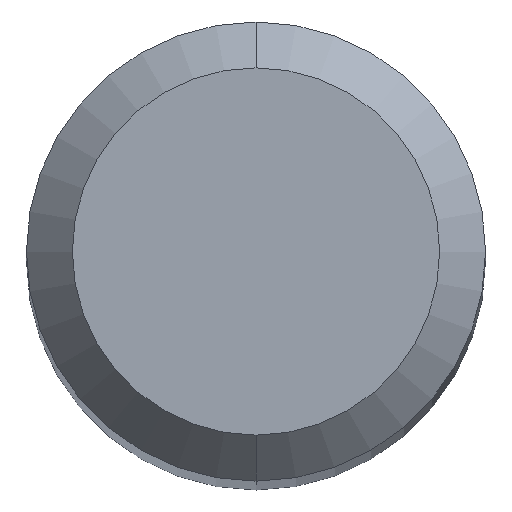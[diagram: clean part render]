
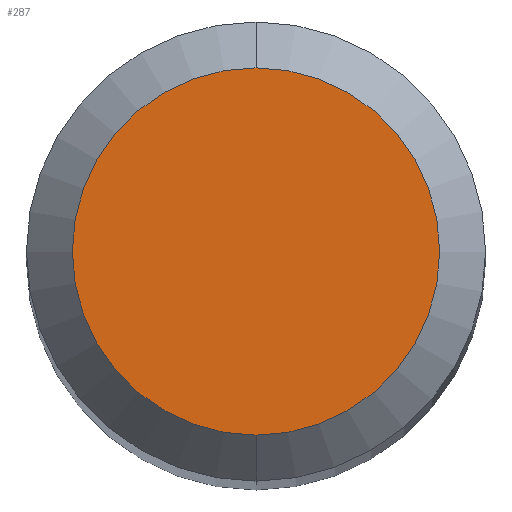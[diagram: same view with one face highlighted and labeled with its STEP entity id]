
A CAD part, top view. The second image highlights one B-rep face of the part: STEP entity #287.
In plain terms, the highlighted planar face has unit normal (0, 0, 1).
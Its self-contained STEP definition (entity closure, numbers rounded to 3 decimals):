
#235=VERTEX_POINT('',#540);
#287=ADVANCED_FACE('',(#596),#597,.T.);
#307=EDGE_CURVE('',#449,#235,#620,.T.);
#433=EDGE_CURVE('',#235,#449,#758,.T.);
#449=VERTEX_POINT('',#776);
#540=CARTESIAN_POINT('',(0.0,1.2,0.0));
#596=FACE_OUTER_BOUND('',#1067,.T.);
#597=PLANE('',#1068);
#620=CIRCLE('',#1123,1.2);
#758=CIRCLE('',#1383,1.2);
#776=CARTESIAN_POINT('',(0.,-1.2,0.0));
#1067=EDGE_LOOP('',(#1540,#1541));
#1068=AXIS2_PLACEMENT_3D('',#1542,#1543,#1544);
#1123=AXIS2_PLACEMENT_3D('',#1577,#1578,#1579);
#1383=AXIS2_PLACEMENT_3D('',#1729,#1730,#1731);
#1540=ORIENTED_EDGE('',*,*,#433,.F.);
#1541=ORIENTED_EDGE('',*,*,#307,.F.);
#1542=CARTESIAN_POINT('',(0.0,0.6,0.0));
#1543=DIRECTION('',(-0.0,0.0,1.0));
#1544=DIRECTION('',(0.0,-1.0,0.0));
#1577=CARTESIAN_POINT('',(0.0,0.0,0.0));
#1578=DIRECTION('',(0.0,0.0,-1.0));
#1579=DIRECTION('',(0.0,1.0,0.0));
#1729=CARTESIAN_POINT('',(0.0,0.0,0.0));
#1730=DIRECTION('',(0.0,0.0,-1.0));
#1731=DIRECTION('',(0.0,1.0,0.0));
